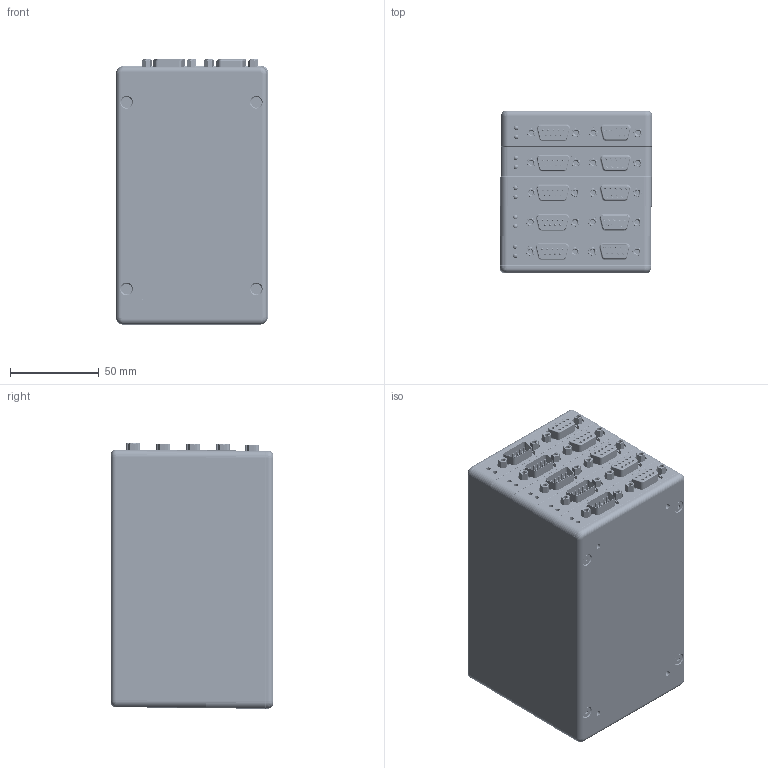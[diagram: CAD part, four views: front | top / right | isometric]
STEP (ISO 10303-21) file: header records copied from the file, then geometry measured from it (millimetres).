
FILE_DESCRIPTION (( 'STEP AP214' ), '1' );
FILE_NAME ('MMC-X00-05XX0.STEP', '2025-02-11T18:10:15', ( '' ), ( '' ), 'SwSTEP 2.0', 'SolidWorks 2023', '' );
FILE_SCHEMA (( 'AUTOMOTIVE_DESIGN' ));
Length unit declared in the file: millimetre
Products named in the file (20): MMC-100_Intermediate Controllers - Stack; MMC-X00-05XX0; SCREW, SHCS-F, M-DIN_M3 x 0.5 x 14mm; CUI MD-80S_MD-80S; 430221-D Module 2U Cover Male; 430222-C Module 2U Cover Female; LED 2H - WP130WCP; RJ-11 955012641; MMC-100_Top Controller - Stack; D-sub 9 Male-SMT; USB mini; 410014 PCB, Assembled, MMC-100_Bottom Board; 430220-F Module 2U, Housing Frame; MMC-100_Bottom Controller - Stack; CUI-PJ-002B-SMT_PJ-002B-SMT; 130008 D-sub Standoff; SCREW, SHCS-F, M-DIN_M3 x 0.5 x 08mm; PCB (MMC-100); 410014 PCB, Assembled, MMC-100_Intermediate Board; D-sub 9 Female-SMT
Assembly tree (49 placements, depth 4):
  MMC-X00-05XX0
    MMC-100_Bottom Controller - Stack
      430220-F Module 2U, Housing Frame
      430222-C Module 2U Cover Female
      SCREW, SHCS-F, M-DIN_M3 x 0.5 x 14mm  x4
      130008 D-sub Standoff  x4
      410014 PCB, Assembled, MMC-100_Bottom Board
        PCB (MMC-100)
        CUI MD-80S_MD-80S
        CUI-PJ-002B-SMT_PJ-002B-SMT
        RJ-11 955012641
        USB mini
        D-sub 9 Male-SMT
        D-sub 9 Female-SMT
        LED 2H - WP130WCP
    MMC-100_Intermediate Controllers - Stack  x3
      430220-F Module 2U, Housing Frame
      130008 D-sub Standoff
      410014 PCB, Assembled, MMC-100_Intermediate Board
        PCB (MMC-100)
        CUI MD-80S_MD-80S
        CUI-PJ-002B-SMT_PJ-002B-SMT
        RJ-11 955012641
        USB mini
        D-sub 9 Male-SMT
        D-sub 9 Female-SMT
        LED 2H - WP130WCP
    MMC-100_Top Controller - Stack
      430220-F Module 2U, Housing Frame
      430221-D Module 2U Cover Male
      SCREW, SHCS-F, M-DIN_M3 x 0.5 x 08mm  x4
      130008 D-sub Standoff  x4
      410014 PCB, Assembled, MMC-100_Intermediate Board
        PCB (MMC-100)
        CUI MD-80S_MD-80S
        CUI-PJ-002B-SMT_PJ-002B-SMT
        RJ-11 955012641
        USB mini
        D-sub 9 Male-SMT
        D-sub 9 Female-SMT
        LED 2H - WP130WCP
Bounding box: 85.6 x 91.4 x 149.1 mm (x, y, z)
Volume: 300898.3 mm3; surface area: 306383.8 mm2
Topology: 105 solids, 105 shells, 7249 faces, 18951 edges, 12210 vertices
Faces by surface type: plane 4225, cylinder 2277, cone 394, torus 203, sphere 120, bspline 30
Entity records: 47106 total; most frequent: CARTESIAN_POINT 8376, DIRECTION 8100, ORIENTED_EDGE 7790, EDGE_CURVE 3895, AXIS2_PLACEMENT_3D 2713, LINE 2674, VECTOR 2674, VERTEX_POINT 2515
